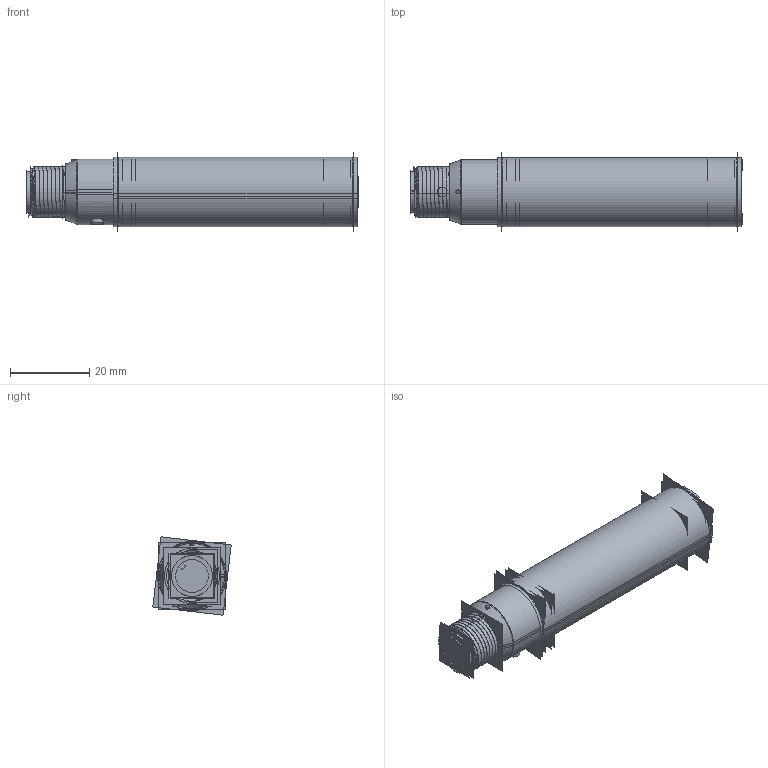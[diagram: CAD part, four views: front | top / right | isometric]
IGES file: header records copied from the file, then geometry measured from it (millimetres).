
Start section:  PTC IGES file: 194508.igs
Global section: file name: 194508.igs; native system: Creo Parametric by Parametric Technology Corporation; preprocessor: 2016010; author: pdmadmin; organization: Unknown; date: 20160429.080855; units: millimetre
Bounding box: 83.91 x 19.78 x 19.78 mm (x, y, z)
Volume: 5187.5 mm3; surface area: 52088.4 mm2
Topology: 9 solids, 9 shells, 468 faces, 2326 edges, 2939 vertices
Faces by surface type: revolution 256, bspline 212
